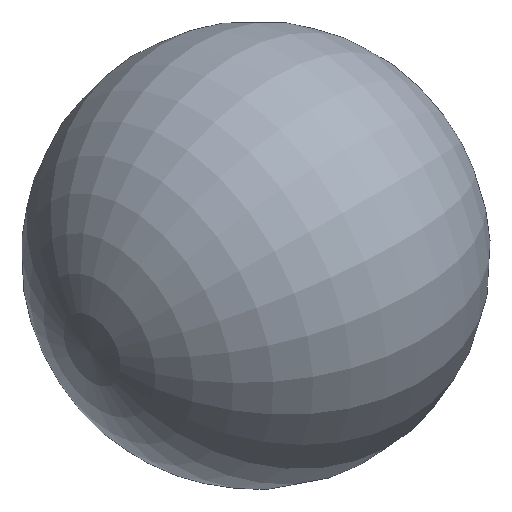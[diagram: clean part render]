
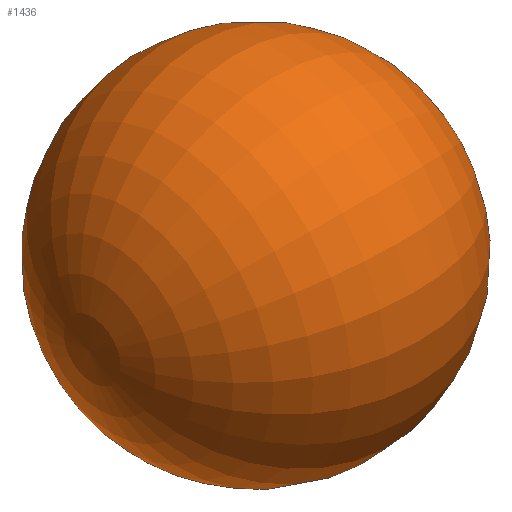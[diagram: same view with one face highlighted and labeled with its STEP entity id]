
A CAD part, isometric view. The second image highlights one B-rep face of the part: STEP entity #1436.
In plain terms, the highlighted toroidal (fillet/blend) face has major radius 9.949 mm and minor radius 5000 mm.
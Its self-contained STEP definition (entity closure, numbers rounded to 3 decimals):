
#18=VERTEX_LOOP('',#1042);
#19=DEGENERATE_TOROIDAL_SURFACE('',#1578,9.949,5000.,.T.);
#701=ORIENTED_EDGE('',*,*,#905,.F.);
#905=EDGE_CURVE('',#1041,#1041,#1067,.T.);
#1041=VERTEX_POINT('',#6792);
#1042=VERTEX_POINT('',#6793);
#1067=CIRCLE('',#1579,78.651);
#1185=EDGE_LOOP('',(#701));
#1305=FACE_BOUND('',#1185,.T.);
#1306=FACE_BOUND('',#18,.T.);
#1436=ADVANCED_FACE('',(#1305,#1306),#19,.T.);
#1578=AXIS2_PLACEMENT_3D('',#6790,#1742,#1743);
#1579=AXIS2_PLACEMENT_3D('',#6791,#1744,#1745);
#1742=DIRECTION('',(-1.,0.,0.));
#1743=DIRECTION('',(0.,0.,1.));
#1744=DIRECTION('',(-1.,0.,0.));
#1745=DIRECTION('',(0.,0.,1.));
#6790=CARTESIAN_POINT('',(-4939.771,0.,0.));
#6791=CARTESIAN_POINT('',(59.757,0.,0.));
#6792=CARTESIAN_POINT('',(59.757,0.,78.651));
#6793=CARTESIAN_POINT('',(60.219,0.,0.));
